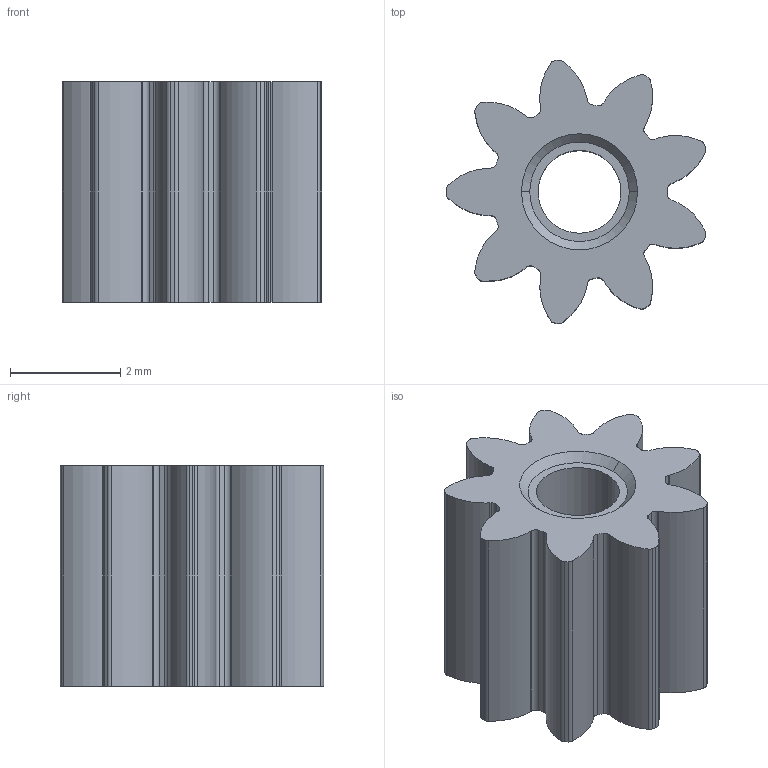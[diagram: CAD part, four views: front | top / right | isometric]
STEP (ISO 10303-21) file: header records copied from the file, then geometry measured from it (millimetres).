
FILE_DESCRIPTION (( 'STEP AP203' ), '1' );
FILE_NAME ('Gear00797.step', '2018-04-19T05:21:07', ( '' ), ( '' ), 'SwSTEP 2.0', 'SolidWorks 2012', '' );
FILE_SCHEMA (( 'CONFIG_CONTROL_DESIGN' ));
Length unit declared in the file: millimetre
Products named in the file (1): Gear00797
Bounding box: 4.7 x 4.77 x 4 mm (x, y, z)
Volume: 44.2 mm3; surface area: 123.6 mm2
Topology: 1 solids, 1 shells, 107 faces, 309 edges, 206 vertices
Faces by surface type: cylinder 63, plane 22, bspline 18, cone 4
Entity records: 3838 total; most frequent: CARTESIAN_POINT 929, ORIENTED_EDGE 618, DIRECTION 587, EDGE_CURVE 309, AXIS2_PLACEMENT_3D 224, VERTEX_POINT 206, VECTOR 139, LINE 139
